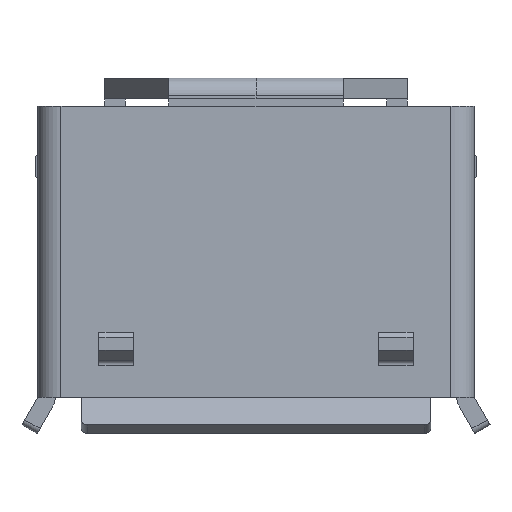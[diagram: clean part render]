
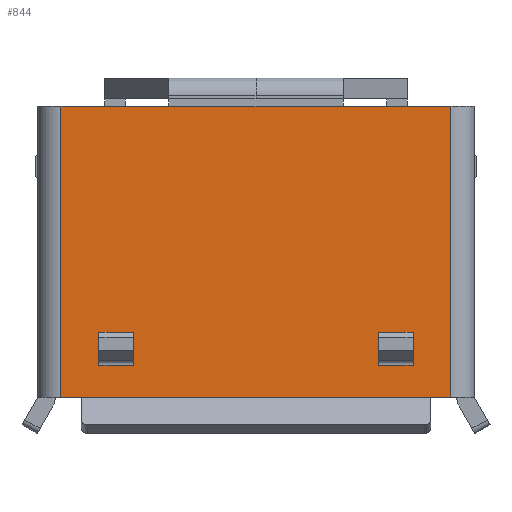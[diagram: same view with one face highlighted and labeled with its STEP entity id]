
A CAD part, top view. The second image highlights one B-rep face of the part: STEP entity #844.
In plain terms, the highlighted planar face has unit normal (0, 0, 1).
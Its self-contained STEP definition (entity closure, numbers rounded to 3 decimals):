
#154 = VERTEX_POINT('',#155);
#155 = CARTESIAN_POINT('',(1.5,2.5,2.5));
#330 = VERTEX_POINT('',#331);
#331 = CARTESIAN_POINT('',(-1.5,2.5,2.5));
#337 = EDGE_CURVE('',#154,#330,#338,.T.);
#338 = LINE('',#339,#340);
#339 = CARTESIAN_POINT('',(1.5,2.5,2.5));
#340 = VECTOR('',#341,1.);
#341 = DIRECTION('',(-1.,0.,0.));
#399 = EDGE_CURVE('',#154,#400,#402,.T.);
#400 = VERTEX_POINT('',#401);
#401 = CARTESIAN_POINT('',(3.35,2.5,2.5));
#402 = LINE('',#403,#404);
#403 = CARTESIAN_POINT('',(-3.35,2.5,2.5));
#404 = VECTOR('',#405,1.);
#405 = DIRECTION('',(1.,0.,0.));
#844 = ADVANCED_FACE('',(#845,#895,#929),#963,.T.);
#845 = FACE_BOUND('',#846,.T.);
#846 = EDGE_LOOP('',(#847,#857,#865,#873,#881,#887,#888,#889));
#847 = ORIENTED_EDGE('',*,*,#848,.T.);
#848 = EDGE_CURVE('',#849,#851,#853,.T.);
#849 = VERTEX_POINT('',#850);
#850 = CARTESIAN_POINT('',(-3.35,2.5,2.5));
#851 = VERTEX_POINT('',#852);
#852 = CARTESIAN_POINT('',(-3.35,-2.5,2.5));
#853 = LINE('',#854,#855);
#854 = CARTESIAN_POINT('',(-3.35,2.5,2.5));
#855 = VECTOR('',#856,1.);
#856 = DIRECTION('',(0.,-1.,0.));
#857 = ORIENTED_EDGE('',*,*,#858,.T.);
#858 = EDGE_CURVE('',#851,#859,#861,.T.);
#859 = VERTEX_POINT('',#860);
#860 = CARTESIAN_POINT('',(-3.,-2.5,2.5));
#861 = LINE('',#862,#863);
#862 = CARTESIAN_POINT('',(-3.35,-2.5,2.5));
#863 = VECTOR('',#864,1.);
#864 = DIRECTION('',(1.,0.,0.));
#865 = ORIENTED_EDGE('',*,*,#866,.T.);
#866 = EDGE_CURVE('',#859,#867,#869,.T.);
#867 = VERTEX_POINT('',#868);
#868 = CARTESIAN_POINT('',(3.,-2.5,2.5));
#869 = LINE('',#870,#871);
#870 = CARTESIAN_POINT('',(-3.,-2.5,2.5));
#871 = VECTOR('',#872,1.);
#872 = DIRECTION('',(1.,0.,0.));
#873 = ORIENTED_EDGE('',*,*,#874,.T.);
#874 = EDGE_CURVE('',#867,#875,#877,.T.);
#875 = VERTEX_POINT('',#876);
#876 = CARTESIAN_POINT('',(3.35,-2.5,2.5));
#877 = LINE('',#878,#879);
#878 = CARTESIAN_POINT('',(-3.35,-2.5,2.5));
#879 = VECTOR('',#880,1.);
#880 = DIRECTION('',(1.,0.,0.));
#881 = ORIENTED_EDGE('',*,*,#882,.F.);
#882 = EDGE_CURVE('',#400,#875,#883,.T.);
#883 = LINE('',#884,#885);
#884 = CARTESIAN_POINT('',(3.35,2.5,2.5));
#885 = VECTOR('',#886,1.);
#886 = DIRECTION('',(0.,-1.,0.));
#887 = ORIENTED_EDGE('',*,*,#399,.F.);
#888 = ORIENTED_EDGE('',*,*,#337,.T.);
#889 = ORIENTED_EDGE('',*,*,#890,.F.);
#890 = EDGE_CURVE('',#849,#330,#891,.T.);
#891 = LINE('',#892,#893);
#892 = CARTESIAN_POINT('',(-3.35,2.5,2.5));
#893 = VECTOR('',#894,1.);
#894 = DIRECTION('',(1.,0.,0.));
#895 = FACE_BOUND('',#896,.T.);
#896 = EDGE_LOOP('',(#897,#907,#915,#923));
#897 = ORIENTED_EDGE('',*,*,#898,.T.);
#898 = EDGE_CURVE('',#899,#901,#903,.T.);
#899 = VERTEX_POINT('',#900);
#900 = CARTESIAN_POINT('',(2.1,-1.95,2.5));
#901 = VERTEX_POINT('',#902);
#902 = CARTESIAN_POINT('',(2.1,-1.55,2.5));
#903 = LINE('',#904,#905);
#904 = CARTESIAN_POINT('',(2.1,-1.95,2.5));
#905 = VECTOR('',#906,1.);
#906 = DIRECTION('',(0.,1.,0.));
#907 = ORIENTED_EDGE('',*,*,#908,.T.);
#908 = EDGE_CURVE('',#901,#909,#911,.T.);
#909 = VERTEX_POINT('',#910);
#910 = CARTESIAN_POINT('',(2.7,-1.55,2.5));
#911 = LINE('',#912,#913);
#912 = CARTESIAN_POINT('',(2.1,-1.55,2.5));
#913 = VECTOR('',#914,1.);
#914 = DIRECTION('',(1.,0.,0.));
#915 = ORIENTED_EDGE('',*,*,#916,.F.);
#916 = EDGE_CURVE('',#917,#909,#919,.T.);
#917 = VERTEX_POINT('',#918);
#918 = CARTESIAN_POINT('',(2.7,-1.95,2.5));
#919 = LINE('',#920,#921);
#920 = CARTESIAN_POINT('',(2.7,-1.95,2.5));
#921 = VECTOR('',#922,1.);
#922 = DIRECTION('',(0.,1.,0.));
#923 = ORIENTED_EDGE('',*,*,#924,.F.);
#924 = EDGE_CURVE('',#899,#917,#925,.T.);
#925 = LINE('',#926,#927);
#926 = CARTESIAN_POINT('',(2.1,-1.95,2.5));
#927 = VECTOR('',#928,1.);
#928 = DIRECTION('',(1.,0.,0.));
#929 = FACE_BOUND('',#930,.T.);
#930 = EDGE_LOOP('',(#931,#941,#949,#957));
#931 = ORIENTED_EDGE('',*,*,#932,.F.);
#932 = EDGE_CURVE('',#933,#935,#937,.T.);
#933 = VERTEX_POINT('',#934);
#934 = CARTESIAN_POINT('',(-2.1,-1.55,2.5));
#935 = VERTEX_POINT('',#936);
#936 = CARTESIAN_POINT('',(-2.7,-1.55,2.5));
#937 = LINE('',#938,#939);
#938 = CARTESIAN_POINT('',(-2.1,-1.55,2.5));
#939 = VECTOR('',#940,1.);
#940 = DIRECTION('',(-1.,0.,0.));
#941 = ORIENTED_EDGE('',*,*,#942,.F.);
#942 = EDGE_CURVE('',#943,#933,#945,.T.);
#943 = VERTEX_POINT('',#944);
#944 = CARTESIAN_POINT('',(-2.1,-1.95,2.5));
#945 = LINE('',#946,#947);
#946 = CARTESIAN_POINT('',(-2.1,-1.95,2.5));
#947 = VECTOR('',#948,1.);
#948 = DIRECTION('',(0.,1.,0.));
#949 = ORIENTED_EDGE('',*,*,#950,.T.);
#950 = EDGE_CURVE('',#943,#951,#953,.T.);
#951 = VERTEX_POINT('',#952);
#952 = CARTESIAN_POINT('',(-2.7,-1.95,2.5));
#953 = LINE('',#954,#955);
#954 = CARTESIAN_POINT('',(-2.1,-1.95,2.5));
#955 = VECTOR('',#956,1.);
#956 = DIRECTION('',(-1.,0.,0.));
#957 = ORIENTED_EDGE('',*,*,#958,.T.);
#958 = EDGE_CURVE('',#951,#935,#959,.T.);
#959 = LINE('',#960,#961);
#960 = CARTESIAN_POINT('',(-2.7,-1.95,2.5));
#961 = VECTOR('',#962,1.);
#962 = DIRECTION('',(0.,1.,0.));
#963 = PLANE('',#964);
#964 = AXIS2_PLACEMENT_3D('',#965,#966,#967);
#965 = CARTESIAN_POINT('',(-3.35,2.5,2.5));
#966 = DIRECTION('',(0.,0.,1.));
#967 = DIRECTION('',(1.,0.,0.));
